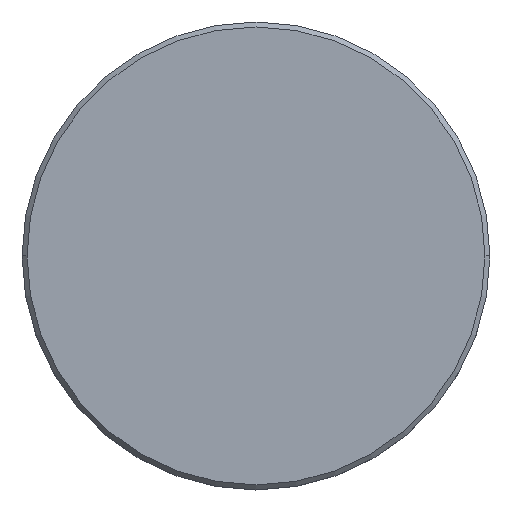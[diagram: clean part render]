
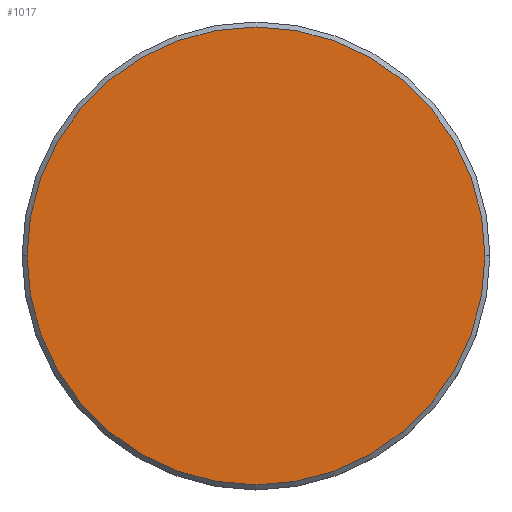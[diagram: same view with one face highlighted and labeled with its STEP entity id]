
A CAD part, top view. The second image highlights one B-rep face of the part: STEP entity #1017.
In plain terms, the highlighted planar face has unit normal (0, 0, 1).
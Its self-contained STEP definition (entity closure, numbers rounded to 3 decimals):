
#27 = CARTESIAN_POINT ( 'NONE',  ( 0., 0., 0. ) ) ;
#89 = DIRECTION ( 'NONE',  ( 1., 0., 0. ) ) ;
#137 = CARTESIAN_POINT ( 'NONE',  ( 0., 0., 0. ) ) ;
#192 = CARTESIAN_POINT ( 'NONE',  ( 23., 0., 0. ) ) ;
#238 = DIRECTION ( 'NONE',  ( 1., 0., 0. ) ) ;
#326 = EDGE_CURVE ( 'NONE', #452, #432, #734, .T. ) ;
#357 = CARTESIAN_POINT ( 'NONE',  ( -23., 0., 0. ) ) ;
#358 = AXIS2_PLACEMENT_3D ( 'NONE', #27, #1047, #585 ) ;
#431 = CARTESIAN_POINT ( 'NONE',  ( 0., 0., 0. ) ) ;
#432 = VERTEX_POINT ( 'NONE', #357 ) ;
#452 = VERTEX_POINT ( 'NONE', #192 ) ;
#453 = CIRCLE ( 'NONE', #358, 23. ) ;
#499 = EDGE_CURVE ( 'NONE', #432, #452, #453, .T. ) ;
#578 = PLANE ( 'NONE',  #681 ) ;
#585 = DIRECTION ( 'NONE',  ( 1., 0., 0. ) ) ;
#590 = DIRECTION ( 'NONE',  ( 0., 0., 1. ) ) ;
#681 = AXIS2_PLACEMENT_3D ( 'NONE', #137, #590, #238 ) ;
#683 = EDGE_LOOP ( 'NONE', ( #694, #1064 ) ) ;
#694 = ORIENTED_EDGE ( 'NONE', *, *, #499, .T. ) ;
#734 = CIRCLE ( 'NONE', #851, 23. ) ;
#851 = AXIS2_PLACEMENT_3D ( 'NONE', #431, #1155, #89 ) ;
#1017 = ADVANCED_FACE ( 'NONE', ( #1129 ), #578, .T. ) ;
#1047 = DIRECTION ( 'NONE',  ( 0., 0., 1. ) ) ;
#1064 = ORIENTED_EDGE ( 'NONE', *, *, #326, .T. ) ;
#1129 = FACE_OUTER_BOUND ( 'NONE', #683, .T. ) ;
#1155 = DIRECTION ( 'NONE',  ( 0., 0., 1. ) ) ;
